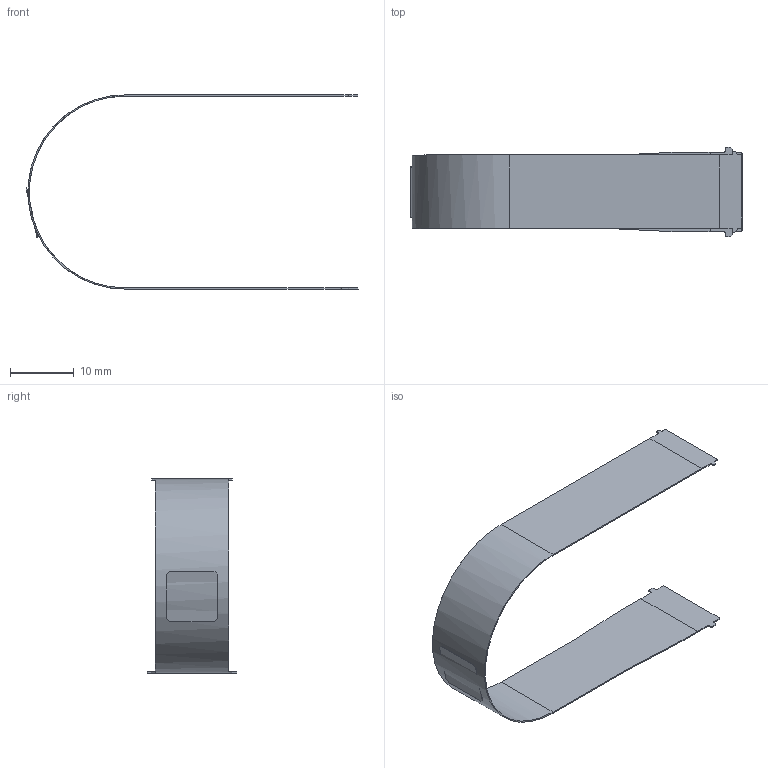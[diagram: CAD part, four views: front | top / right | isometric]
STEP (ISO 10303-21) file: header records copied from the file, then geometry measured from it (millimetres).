
FILE_DESCRIPTION(('Open CASCADE Model'),'2;1');
FILE_NAME('Open CASCADE Shape Model','2022-03-09T11:36:56',('Author'),( 'Open CASCADE'),'Open CASCADE STEP processor 6.8','Open CASCADE 6.8' ,'Unknown');
FILE_SCHEMA(('AUTOMOTIVE_DESIGN { 1 0 10303 214 1 1 1 1 }'));
Length unit declared in the file: millimetre
Products named in the file (10): PCB; Board; Open CASCADE STEP translator 6.8 7.1.1; Open CASCADE STEP translator 6.8 7.1.2; Open CASCADE STEP translator 6.8 7.1.3; Open CASCADE STEP translator 6.8 7.1.4; Open CASCADE STEP translator 6.8 7.1.5; LA1; 6411200288; Extruded
Assembly tree (9 placements, depth 4):
  PCB
    Board
      Open CASCADE STEP translator 6.8 7.1.1
      Open CASCADE STEP translator 6.8 7.1.2
      Open CASCADE STEP translator 6.8 7.1.3
      Open CASCADE STEP translator 6.8 7.1.4
      Open CASCADE STEP translator 6.8 7.1.5
    LA1
      6411200288
        Extruded
Bounding box: 51.95 x 14 x 30.39 mm (x, y, z)
Volume: 279.5 mm3; surface area: 3002.3 mm2
Topology: 6 solids, 6 shells, 151 faces, 417 edges, 278 vertices
Faces by surface type: plane 149, cylinder 2
Entity records: 4957 total; most frequent: CARTESIAN_POINT 894, ORIENTED_EDGE 834, DIRECTION 731, EDGE_CURVE 417, LINE 409, VECTOR 409, VERTEX_POINT 278, AXIS2_PLACEMENT_3D 161
